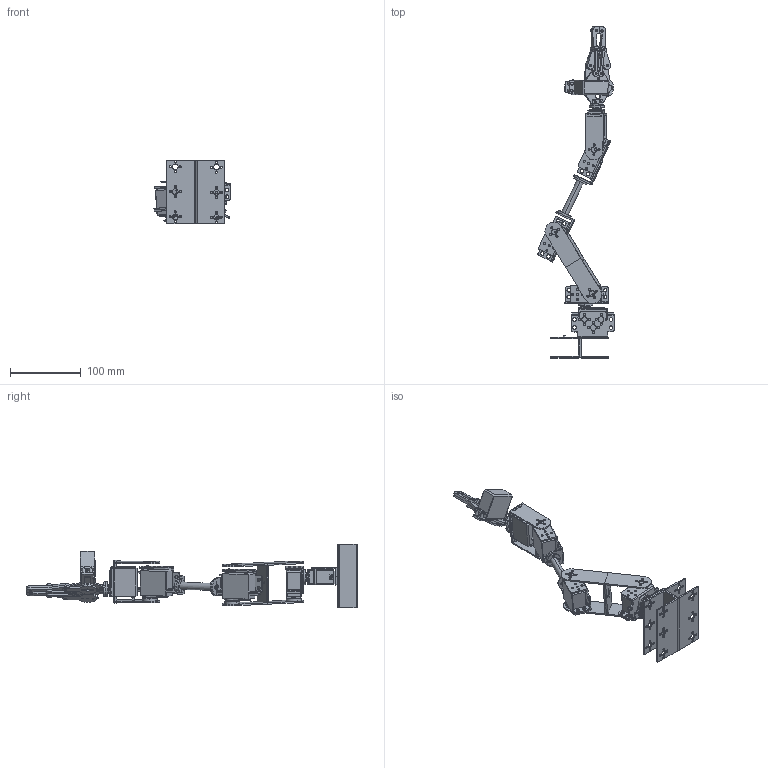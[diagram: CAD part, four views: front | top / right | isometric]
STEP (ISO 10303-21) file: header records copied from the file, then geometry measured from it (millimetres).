
FILE_DESCRIPTION (( 'STEP AP214' ), '1' );
FILE_NAME ('Brazo.STEP', '2022-03-13T07:57:12', ( '' ), ( '' ), 'SwSTEP 2.0', 'SolidWorks 2020', '' );
FILE_SCHEMA (( 'AUTOMOTIVE_DESIGN' ));
Length unit declared in the file: millimetre
Products named in the file (24): Ensamblaje3_Predeterminado; Servo Motor; 6dof_extra_part; Part4; Ensamblaje7_Predeterminado; Part1; Part3; Part5_Predeterminado; Ensamblaje4_Predeterminado; 6dof_link1; gripper; Disk; Brazo; 6dof_holder; gear_link_holder; Ensamblaje5_Predeterminado; Servo Motor MG996R (Edited); Part2; 6dof_gear_link_small_hole; gripper_new_base; Ensamblaje8_Predeterminado; Ensamblaje6_Predeterminado; Part6; 6dof_gear_link
Assembly tree (47 placements, depth 3):
  Brazo
    Part1  x2
    Ensamblaje3_Predeterminado
      Part3
      Servo Motor MG996R (Edited)
    Ensamblaje4_Predeterminado
      Part3
      Servo Motor MG996R (Edited)
      Disk
    Ensamblaje8_Predeterminado
      Part4  x2
      Disk  x2
    Ensamblaje5_Predeterminado
      Part3
      Servo Motor MG996R (Edited)
      Part2
    Part5_Predeterminado
    Ensamblaje6_Predeterminado
      Part3
      Servo Motor MG996R (Edited)
      Part2
    Ensamblaje7_Predeterminado
      Part6
      Servo Motor MG996R (Edited)
      Disk
    gripper
      gripper_new_base
      6dof_gear_link
      6dof_holder  x4
      6dof_link1  x4
      6dof_gear_link_small_hole
      gear_link_holder  x3
      Disk  x2
      Servo Motor
      6dof_extra_part  x2
Bounding box: 107.37 x 467.95 x 90 mm (x, y, z)
Volume: 312214.2 mm3; surface area: 170754.6 mm2
Topology: 60 solids, 60 shells, 1920 faces, 5120 edges, 3334 vertices
Faces by surface type: cylinder 1161, plane 675, torus 48, bspline 36
Entity records: 30070 total; most frequent: CARTESIAN_POINT 4765, DIRECTION 4700, ORIENTED_EDGE 4208, EDGE_CURVE 2104, AXIS2_PLACEMENT_3D 1805, VERTEX_POINT 1382, EDGE_LOOP 1092, LINE 1090
